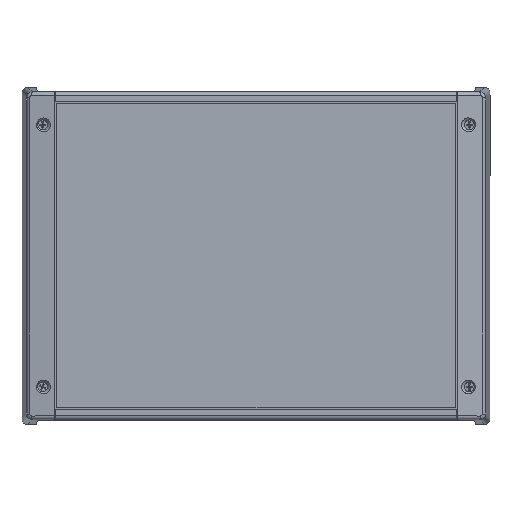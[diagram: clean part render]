
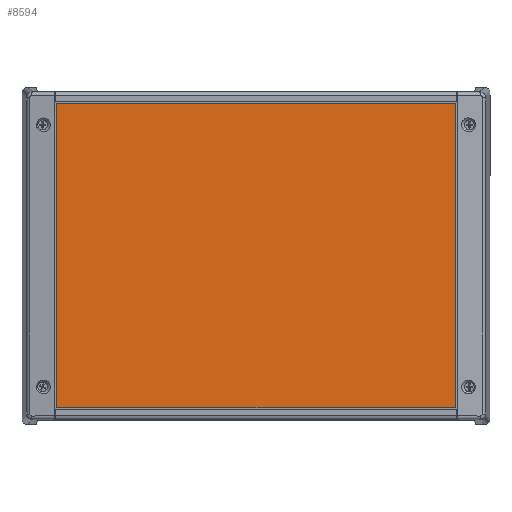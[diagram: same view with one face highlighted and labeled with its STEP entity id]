
A CAD part, top view. The second image highlights one B-rep face of the part: STEP entity #8594.
In plain terms, the highlighted planar face has unit normal (0, 0, 1).
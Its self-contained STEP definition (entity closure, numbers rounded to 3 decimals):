
#8555=CARTESIAN_POINT('',(-125.0,90.0,50.25));
#8556=DIRECTION('',(0.0,0.0,1.0));
#8557=DIRECTION('',(1.0,0.0,0.0));
#8558=AXIS2_PLACEMENT_3D('',#8555,#8556,#8557);
#8559=PLANE('',#8558);
#8560=CARTESIAN_POINT('',(-106.5,81.25,50.25));
#8561=VERTEX_POINT('',#8560);
#8562=CARTESIAN_POINT('',(106.5,81.25,50.25));
#8563=VERTEX_POINT('',#8562);
#8564=CARTESIAN_POINT('',(-106.5,81.25,50.25));
#8565=DIRECTION('',(1.0,0.0,0.0));
#8566=VECTOR('',#8565,213.0);
#8567=LINE('',#8564,#8566);
#8568=EDGE_CURVE('',#8561,#8563,#8567,.T.);
#8569=ORIENTED_EDGE('',*,*,#8568,.F.);
#8570=CARTESIAN_POINT('',(-106.5,-81.25,50.25));
#8571=VERTEX_POINT('',#8570);
#8572=CARTESIAN_POINT('',(-106.5,81.25,50.25));
#8573=DIRECTION('',(0.0,-1.0,0.0));
#8574=VECTOR('',#8573,162.5);
#8575=LINE('',#8572,#8574);
#8576=EDGE_CURVE('',#8561,#8571,#8575,.T.);
#8577=ORIENTED_EDGE('',*,*,#8576,.T.);
#8578=CARTESIAN_POINT('',(106.5,-81.25,50.25));
#8579=VERTEX_POINT('',#8578);
#8580=CARTESIAN_POINT('',(106.5,-81.25,50.25));
#8581=DIRECTION('',(-1.0,0.0,0.0));
#8582=VECTOR('',#8581,213.0);
#8583=LINE('',#8580,#8582);
#8584=EDGE_CURVE('',#8579,#8571,#8583,.T.);
#8585=ORIENTED_EDGE('',*,*,#8584,.F.);
#8586=CARTESIAN_POINT('',(106.5,-81.25,50.25));
#8587=DIRECTION('',(0.0,1.0,0.0));
#8588=VECTOR('',#8587,162.5);
#8589=LINE('',#8586,#8588);
#8590=EDGE_CURVE('',#8579,#8563,#8589,.T.);
#8591=ORIENTED_EDGE('',*,*,#8590,.T.);
#8592=EDGE_LOOP('',(#8569,#8577,#8585,#8591));
#8593=FACE_OUTER_BOUND('',#8592,.T.);
#8594=ADVANCED_FACE('',(#8593),#8559,.T.);
